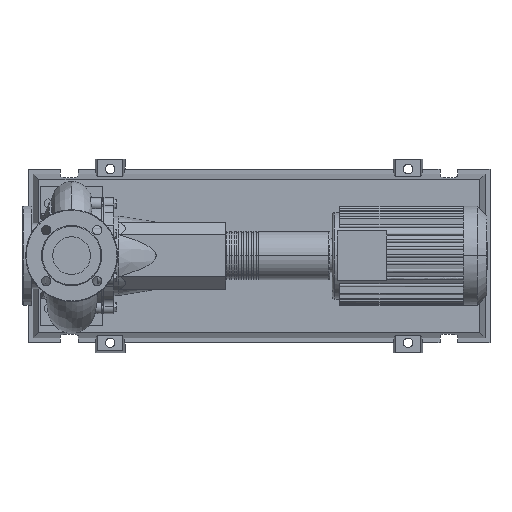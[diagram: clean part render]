
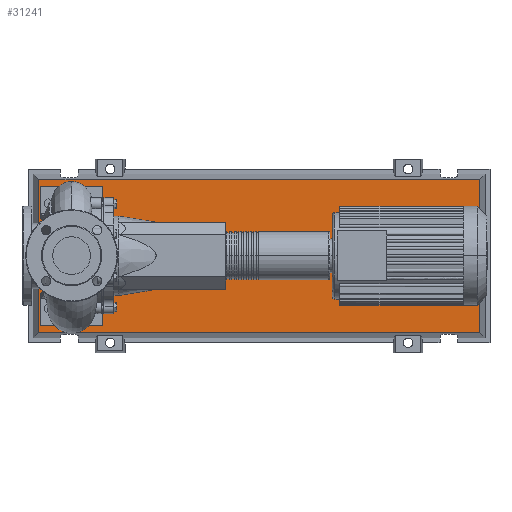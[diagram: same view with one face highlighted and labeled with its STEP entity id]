
A CAD part, top view. The second image highlights one B-rep face of the part: STEP entity #31241.
In plain terms, the highlighted planar face has unit normal (0, 0, 1).
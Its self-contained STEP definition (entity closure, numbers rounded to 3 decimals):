
#30922=CARTESIAN_POINT('',(820.792,-153.292,83.0));
#30923=VERTEX_POINT('',#30922);
#30930=CARTESIAN_POINT('',(-65.792,-153.292,83.0));
#30931=VERTEX_POINT('',#30930);
#30932=CARTESIAN_POINT('',(820.792,-153.292,83.0));
#30933=DIRECTION('',(-1.0,0.0,0.0));
#30934=VECTOR('',#30933,886.584);
#30935=LINE('',#30932,#30934);
#30936=EDGE_CURVE('',#30923,#30931,#30935,.T.);
#31154=CARTESIAN_POINT('',(820.792,153.292,83.0));
#31155=VERTEX_POINT('',#31154);
#31156=CARTESIAN_POINT('',(820.792,153.292,83.0));
#31157=DIRECTION('',(0.0,-1.0,0.0));
#31158=VECTOR('',#31157,306.584);
#31159=LINE('',#31156,#31158);
#31160=EDGE_CURVE('',#31155,#30923,#31159,.T.);
#31178=CARTESIAN_POINT('',(-65.792,153.292,83.0));
#31179=VERTEX_POINT('',#31178);
#31180=CARTESIAN_POINT('',(-65.792,-153.292,83.0));
#31181=DIRECTION('',(0.0,1.0,0.0));
#31182=VECTOR('',#31181,306.584);
#31183=LINE('',#31180,#31182);
#31184=EDGE_CURVE('',#30931,#31179,#31183,.T.);
#31217=CARTESIAN_POINT('',(-65.792,153.292,83.0));
#31218=DIRECTION('',(1.0,0.0,0.0));
#31219=VECTOR('',#31218,886.584);
#31220=LINE('',#31217,#31219);
#31221=EDGE_CURVE('',#31179,#31155,#31220,.T.);
#31230=CARTESIAN_POINT('',(377.5,0.,83.0));
#31231=DIRECTION('',(0.0,0.0,1.0));
#31232=DIRECTION('',(1.0,0.0,0.0));
#31233=AXIS2_PLACEMENT_3D('',#31230,#31231,#31232);
#31234=PLANE('',#31233);
#31235=ORIENTED_EDGE('',*,*,#31160,.F.);
#31236=ORIENTED_EDGE('',*,*,#31221,.F.);
#31237=ORIENTED_EDGE('',*,*,#31184,.F.);
#31238=ORIENTED_EDGE('',*,*,#30936,.F.);
#31239=EDGE_LOOP('',(#31235,#31236,#31237,#31238));
#31240=FACE_OUTER_BOUND('',#31239,.T.);
#31241=ADVANCED_FACE('',(#31240),#31234,.T.);
